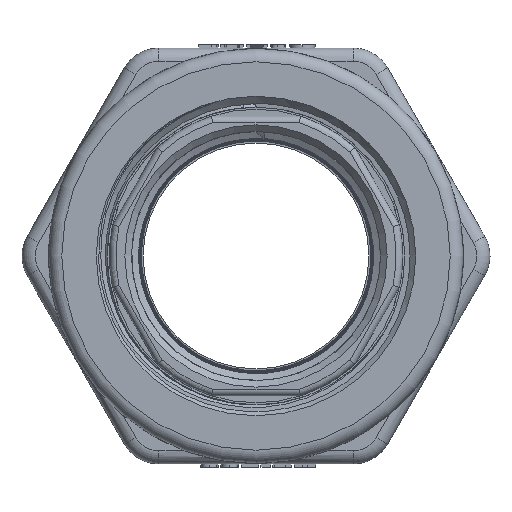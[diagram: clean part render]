
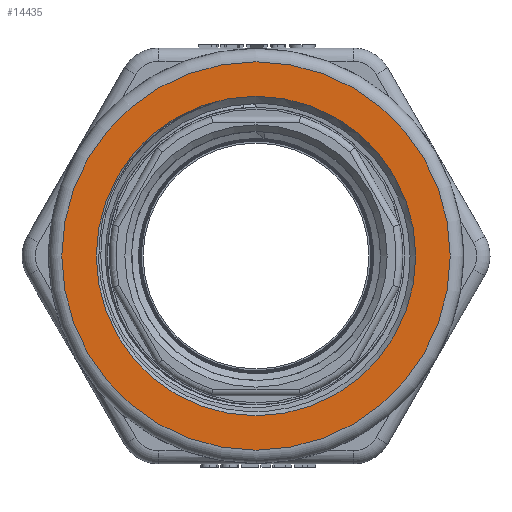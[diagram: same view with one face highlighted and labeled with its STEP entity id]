
A CAD part, front view. The second image highlights one B-rep face of the part: STEP entity #14435.
In plain terms, the highlighted face is planar.
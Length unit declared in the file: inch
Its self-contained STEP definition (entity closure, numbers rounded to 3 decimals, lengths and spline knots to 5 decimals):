
#120=FACE_BOUND('',#4907,.T.);
#330=PLANE('',#15310);
#4044=FACE_OUTER_BOUND('',#4906,.T.);
#4906=EDGE_LOOP('',(#11492));
#4907=EDGE_LOOP('',(#11493));
#5507=CIRCLE('',#15285,1.5135);
#5515=CIRCLE('',#15301,1.84);
#6633=VERTEX_POINT('',#30139);
#6701=VERTEX_POINT('',#31100);
#8351=EDGE_CURVE('',#6633,#6633,#5507,.T.);
#8425=EDGE_CURVE('',#6701,#6701,#5515,.T.);
#11492=ORIENTED_EDGE('',*,*,#8425,.F.);
#11493=ORIENTED_EDGE('',*,*,#8351,.T.);
#14435=ADVANCED_FACE('',(#4044,#120),#330,.F.);
#15285=AXIS2_PLACEMENT_3D('',#30140,#16918,#16919);
#15301=AXIS2_PLACEMENT_3D('',#31101,#16992,#16993);
#15310=AXIS2_PLACEMENT_3D('',#31237,#17010,#17011);
#16918=DIRECTION('center_axis',(0.,-1.,0.));
#16919=DIRECTION('ref_axis',(0.,0.,1.));
#16992=DIRECTION('center_axis',(0.,-1.,0.));
#16993=DIRECTION('ref_axis',(1.,0.,0.));
#17010=DIRECTION('center_axis',(0.,-1.,0.));
#17011=DIRECTION('ref_axis',(0.,0.,-1.));
#30139=CARTESIAN_POINT('',(0.,0.75,1.5135));
#30140=CARTESIAN_POINT('Origin',(0.,0.75,0.));
#31100=CARTESIAN_POINT('',(-1.84,0.75,0.));
#31101=CARTESIAN_POINT('Origin',(0.,0.75,0.));
#31237=CARTESIAN_POINT('Origin',(0.,0.75,0.));
